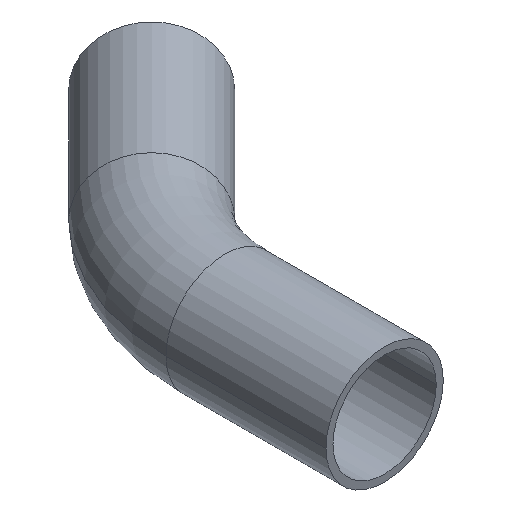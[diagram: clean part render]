
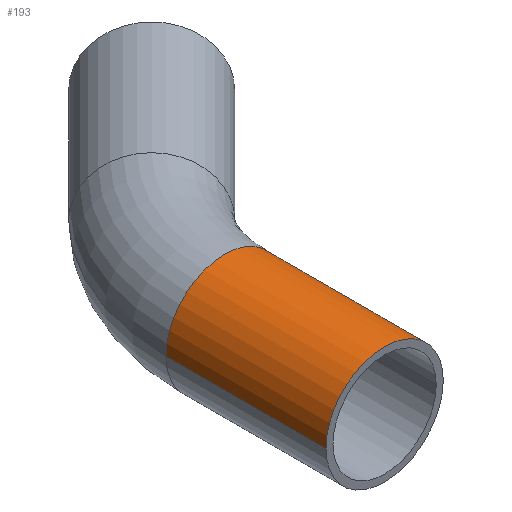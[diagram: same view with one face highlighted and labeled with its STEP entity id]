
A CAD part, isometric view. The second image highlights one B-rep face of the part: STEP entity #193.
In plain terms, the highlighted cylindrical face has radius 55 mm (diameter 110 mm), a partial arc.
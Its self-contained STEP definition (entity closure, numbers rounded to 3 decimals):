
#91 = VERTEX_POINT( '', #227 );
#109 = EDGE_CURVE( '', #167, #179, #247, .T. );
#125 = EDGE_CURVE( '', #179, #141, #263, .T. );
#135 = EDGE_CURVE( '', #167, #91, #276, .T. );
#139 = EDGE_CURVE( '', #141, #91, #280, .T. );
#141 = VERTEX_POINT( '', #282 );
#167 = VERTEX_POINT( '', #310 );
#179 = VERTEX_POINT( '', #326 );
#193 = ADVANCED_FACE( '', ( #342 ), #343, .T. );
#227 = CARTESIAN_POINT( '', ( -55., 0., 0. ) );
#247 = LINE( '', #392, #393 );
#263 = CIRCLE( '', #418, 55. );
#276 = CIRCLE( '', #434, 55. );
#280 = LINE( '', #440, #441 );
#282 = CARTESIAN_POINT( '', ( -55., 150., 0. ) );
#310 = CARTESIAN_POINT( '', ( 55., 0., 0. ) );
#326 = CARTESIAN_POINT( '', ( 55., 150., 0. ) );
#342 = FACE_OUTER_BOUND( '', #516, .T. );
#343 = CYLINDRICAL_SURFACE( '', #517, 55. );
#392 = CARTESIAN_POINT( '', ( 55., 75., 0. ) );
#393 = VECTOR( '', #574, 1. );
#418 = AXIS2_PLACEMENT_3D( '', #589, #590, #591 );
#434 = AXIS2_PLACEMENT_3D( '', #614, #615, #616 );
#440 = CARTESIAN_POINT( '', ( -55., 75., 0. ) );
#441 = VECTOR( '', #620, 1. );
#516 = EDGE_LOOP( '', ( #697, #698, #699, #700 ) );
#517 = AXIS2_PLACEMENT_3D( '', #701, #702, #703 );
#574 = DIRECTION( '', ( 0., 1., 0. ) );
#589 = CARTESIAN_POINT( '', ( 0., 150., 0. ) );
#590 = DIRECTION( '', ( 0., -1., 0. ) );
#591 = DIRECTION( '', ( -1., 0., 0. ) );
#614 = CARTESIAN_POINT( '', ( 0., 0., 0. ) );
#615 = DIRECTION( '', ( 0., -1., 0. ) );
#616 = DIRECTION( '', ( -1., 0., 0. ) );
#620 = DIRECTION( '', ( 0., -1., 0. ) );
#697 = ORIENTED_EDGE( '', *, *, #139, .T. );
#698 = ORIENTED_EDGE( '', *, *, #135, .F. );
#699 = ORIENTED_EDGE( '', *, *, #109, .T. );
#700 = ORIENTED_EDGE( '', *, *, #125, .T. );
#701 = CARTESIAN_POINT( '', ( 0., 75., 0. ) );
#702 = DIRECTION( '', ( 0., 1., 0. ) );
#703 = DIRECTION( '', ( -1., 0., 0. ) );
